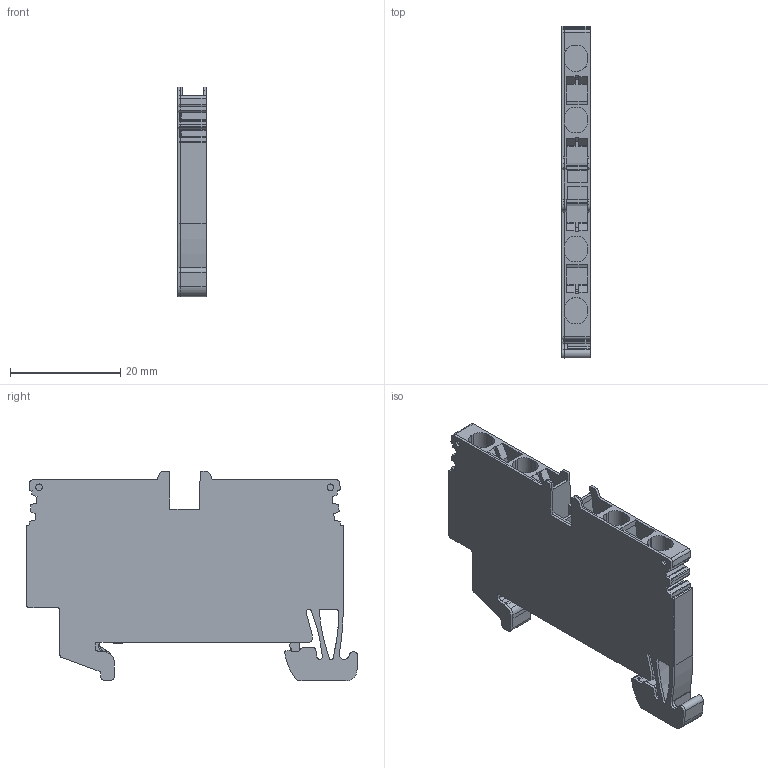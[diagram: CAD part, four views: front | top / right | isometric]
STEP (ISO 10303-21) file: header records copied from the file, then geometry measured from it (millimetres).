
FILE_DESCRIPTION(('CATIA V5 STEP Exchange','CAx-IF Rec.Pracs.--- Model Styling and Organization---1.5--- 2016-08-15','CAx-IF Rec.Pracs.---Supplemental Geometry---1.0---2011-11-01','CAx-IF Rec.Pracs.--- Composite Materials ---1.1---2010-07-15'),'2;1');
FILE_NAME ('027077-2_0', '2025-09-19T08:34:18+00:00', ('none'), ('Weidmueller'), 'CATIA Version 5-6 Release 2024 SP4', 'CATIA V5 STEP AP214 v3', 'none');
FILE_SCHEMA(('AUTOMOTIVE_DESIGN { 1 0 10303 214 1 1 1 1 }'));
Length unit declared in the file: millimetre
Products named in the file (1): ZPE2.5N/4AN_AllCATPart
Bounding box: 5.1 x 60.15 x 38.05 mm (x, y, z)
Volume: 7915.7 mm3; surface area: 8955.2 mm2
Topology: 6 solids, 6 shells, 479 faces, 1398 edges, 937 vertices
Faces by surface type: plane 299, cylinder 178, torus 1, extrusion 1
Entity records: 15374 total; most frequent: CARTESIAN_POINT 3047, ORIENTED_EDGE 2796, DIRECTION 2136, EDGE_CURVE 1398, VECTOR 1028, LINE 1027, VERTEX_POINT 937, AXIS2_PLACEMENT_3D 722
